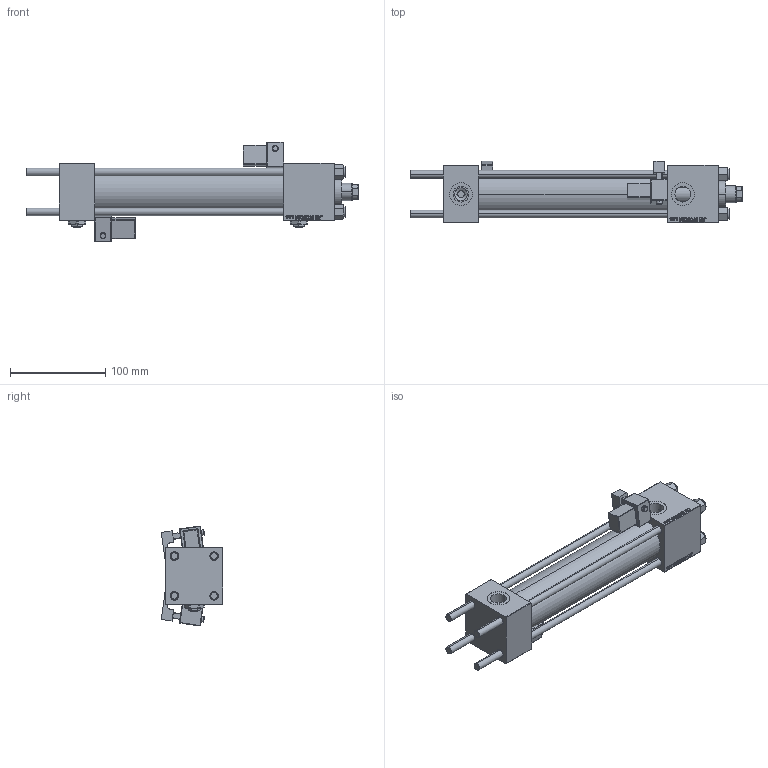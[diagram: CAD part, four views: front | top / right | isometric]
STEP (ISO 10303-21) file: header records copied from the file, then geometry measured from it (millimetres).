
FILE_DESCRIPTION (( 'STEP AP203' ), '1' );
FILE_NAME ('48ab.STEP', '2023-08-23T03:06:02', ( '' ), ( '' ), 'SwSTEP 2.0', 'SolidWorks 2019', '' );
FILE_SCHEMA (( 'CONFIG_CONTROL_DESIGN' ));
Length unit declared in the file: millimetre
Products named in the file (8): V215_VC_A c94a39eabeb98403bf0c55105906eb2f; 48ab; V215CR_BODY_A c94a39eabeb98403bf0c55105906eb2f; V215CR_MSU c94a39eabeb98403bf0c55105906eb2f; NUT_M5 c94a39eabeb98403bf0c55105906eb2f; CR025_012_A_0_G_A_G_M_020_+#_##_TYCINKA c94a39eabeb98403bf0c55105906eb2f; Zatka_pro_OIL_PORT c94a39eabeb98403bf0c55105906eb2f; V215CR_VCP c94a39eabeb98403bf0c55105906eb2f
Assembly tree (15 placements, depth 2):
  48ab
    V215CR_BODY_A c94a39eabeb98403bf0c55105906eb2f
    CR025_012_A_0_G_A_G_M_020_+#_##_TYCINKA c94a39eabeb98403bf0c55105906eb2f  x4
    NUT_M5 c94a39eabeb98403bf0c55105906eb2f  x4
    V215CR_VCP c94a39eabeb98403bf0c55105906eb2f
    V215_VC_A c94a39eabeb98403bf0c55105906eb2f
    V215CR_MSU c94a39eabeb98403bf0c55105906eb2f  x2
    Zatka_pro_OIL_PORT c94a39eabeb98403bf0c55105906eb2f  x2
Bounding box: 348 x 64.58 x 104.68 mm (x, y, z)
Volume: 572001 mm3; surface area: 188828.1 mm2
Topology: 15 solids, 15 shells, 1389 faces, 3447 edges, 2187 vertices
Faces by surface type: plane 627, bspline 392, cone 178, cylinder 148, sphere 24, torus 20
Entity records: 54138 total; most frequent: CARTESIAN_POINT 27996, ORIENTED_EDGE 5812, DIRECTION 3886, EDGE_CURVE 2906, VERTEX_POINT 1889, VECTOR 1732, LINE 1732, EDGE_LOOP 1289
